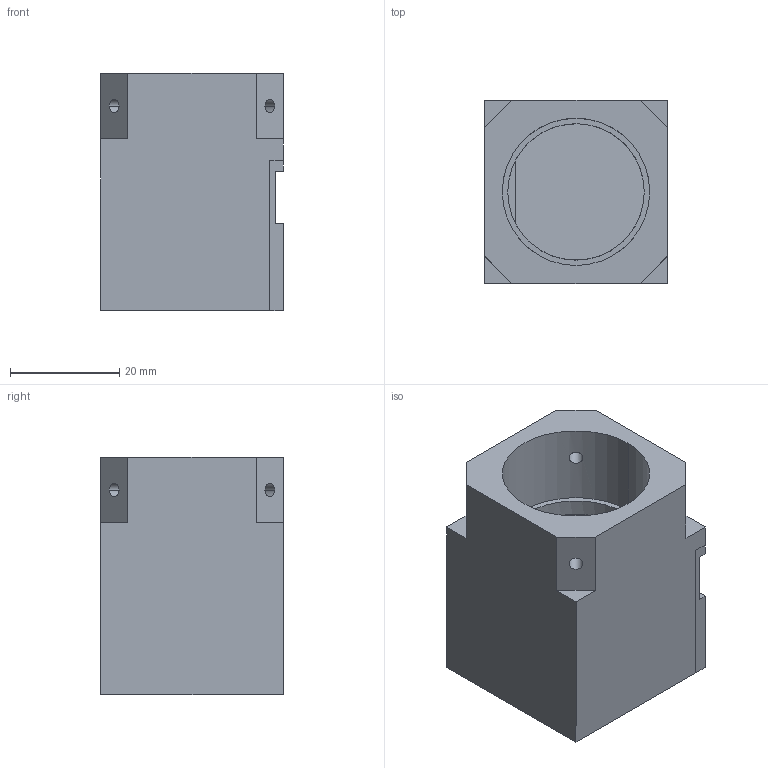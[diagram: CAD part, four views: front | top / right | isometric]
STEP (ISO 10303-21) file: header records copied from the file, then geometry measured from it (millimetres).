
FILE_DESCRIPTION (( 'STEP AP203' ), '1' );
FILE_NAME ('XF-ADL90-27D-14.3.STEP', '2016-04-26T02:32:16', ( 'Lxtx999.CoM' ), ( 'Lxtx999.CoM' ), 'SwSTEP 2.0', 'SolidWorks 2014', '' );
FILE_SCHEMA (( 'CONFIG_CONTROL_DESIGN' ));
Length unit declared in the file: millimetre
Products named in the file (4): XF-ADL90-27D-14.3-01翋极-20160426V5; J-MR25.4-01-斜边反射直角反射棱镜-20151019V5; XF-ADL90-29D-02裔赽-20150408V5; XF-ADL90-27D-14.3
Assembly tree (3 placements, depth 2):
  XF-ADL90-27D-14.3
    XF-ADL90-27D-14.3-01翋极-20160426V5
    J-MR25.4-01-斜边反射直角反射棱镜-20151019V5
    XF-ADL90-29D-02裔赽-20150408V5
Bounding box: 33.5 x 33.5 x 43.5 mm (x, y, z)
Volume: 27636.9 mm3; surface area: 13832 mm2
Topology: 3 solids, 3 shells, 71 faces, 189 edges, 122 vertices
Faces by surface type: plane 43, cylinder 24, cone 4
Entity records: 2739 total; most frequent: CARTESIAN_POINT 528, DIRECTION 373, ORIENTED_EDGE 370, EDGE_CURVE 185, VECTOR 135, LINE 135, VERTEX_POINT 122, AXIS2_PLACEMENT_3D 119
